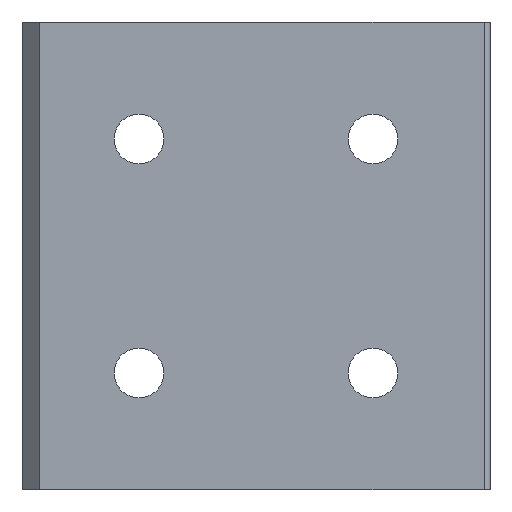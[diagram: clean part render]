
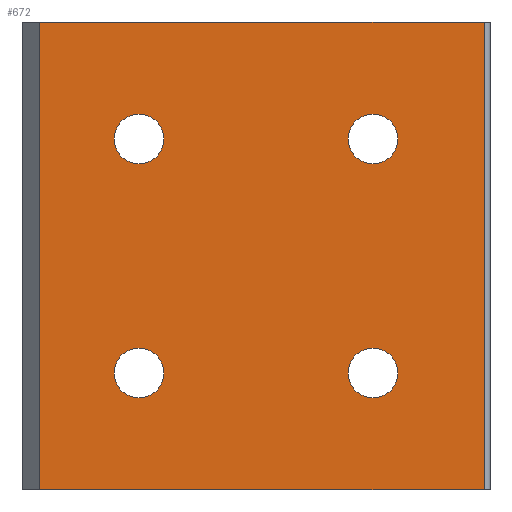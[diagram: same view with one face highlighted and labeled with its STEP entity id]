
A CAD part, front view. The second image highlights one B-rep face of the part: STEP entity #672.
In plain terms, the highlighted planar face has unit normal (0, -1, 0).
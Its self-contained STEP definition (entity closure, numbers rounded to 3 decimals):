
#52=FACE_BOUND('',#162,.T.);
#53=FACE_BOUND('',#163,.T.);
#54=FACE_BOUND('',#164,.T.);
#55=FACE_BOUND('',#165,.T.);
#88=CIRCLE('',#715,4.25);
#89=CIRCLE('',#716,4.25);
#90=CIRCLE('',#717,4.25);
#91=CIRCLE('',#718,4.25);
#121=FACE_OUTER_BOUND('',#161,.T.);
#161=EDGE_LOOP('',(#450,#451,#452,#453));
#162=EDGE_LOOP('',(#454));
#163=EDGE_LOOP('',(#455));
#164=EDGE_LOOP('',(#456));
#165=EDGE_LOOP('',(#457));
#239=LINE('',#1026,#271);
#240=LINE('',#1029,#272);
#241=LINE('',#1031,#273);
#242=LINE('',#1032,#274);
#271=VECTOR('',#810,80.);
#272=VECTOR('',#813,76.);
#273=VECTOR('',#814,80.);
#274=VECTOR('',#815,76.);
#300=VERTEX_POINT('',#1019);
#303=VERTEX_POINT('',#1024);
#304=VERTEX_POINT('',#1028);
#305=VERTEX_POINT('',#1030);
#306=VERTEX_POINT('',#1033);
#307=VERTEX_POINT('',#1035);
#308=VERTEX_POINT('',#1037);
#309=VERTEX_POINT('',#1039);
#367=EDGE_CURVE('',#303,#300,#239,.T.);
#368=EDGE_CURVE('',#303,#304,#240,.T.);
#369=EDGE_CURVE('',#305,#304,#241,.T.);
#370=EDGE_CURVE('',#305,#300,#242,.T.);
#371=EDGE_CURVE('',#306,#306,#88,.T.);
#372=EDGE_CURVE('',#307,#307,#89,.T.);
#373=EDGE_CURVE('',#308,#308,#90,.T.);
#374=EDGE_CURVE('',#309,#309,#91,.T.);
#450=ORIENTED_EDGE('',*,*,#367,.F.);
#451=ORIENTED_EDGE('',*,*,#368,.T.);
#452=ORIENTED_EDGE('',*,*,#369,.F.);
#453=ORIENTED_EDGE('',*,*,#370,.T.);
#454=ORIENTED_EDGE('',*,*,#371,.T.);
#455=ORIENTED_EDGE('',*,*,#372,.T.);
#456=ORIENTED_EDGE('',*,*,#373,.T.);
#457=ORIENTED_EDGE('',*,*,#374,.T.);
#611=PLANE('',#714);
#672=ADVANCED_FACE('',(#121,#52,#53,#54,#55),#611,.T.);
#714=AXIS2_PLACEMENT_3D('',#1027,#811,#812);
#715=AXIS2_PLACEMENT_3D('',#1034,#816,#817);
#716=AXIS2_PLACEMENT_3D('',#1036,#818,#819);
#717=AXIS2_PLACEMENT_3D('',#1038,#820,#821);
#718=AXIS2_PLACEMENT_3D('',#1040,#822,#823);
#810=DIRECTION('',(0.,0.,1.));
#811=DIRECTION('center_axis',(0.,-1.,0.));
#812=DIRECTION('ref_axis',(0.,0.,-1.));
#813=DIRECTION('',(1.,0.,0.));
#814=DIRECTION('',(0.,0.,-1.));
#815=DIRECTION('',(-1.,0.,0.));
#816=DIRECTION('center_axis',(0.,1.,0.));
#817=DIRECTION('ref_axis',(1.,0.,0.));
#818=DIRECTION('center_axis',(0.,1.,0.));
#819=DIRECTION('ref_axis',(1.,0.,0.));
#820=DIRECTION('center_axis',(0.,1.,0.));
#821=DIRECTION('ref_axis',(1.,0.,0.));
#822=DIRECTION('center_axis',(0.,1.,0.));
#823=DIRECTION('ref_axis',(1.,0.,0.));
#1019=CARTESIAN_POINT('',(-35.525,-48.411,80.));
#1024=CARTESIAN_POINT('',(-35.525,-48.411,0.));
#1026=CARTESIAN_POINT('',(-35.525,-48.411,0.));
#1027=CARTESIAN_POINT('Origin',(41.475,-48.411,0.));
#1028=CARTESIAN_POINT('',(40.475,-48.411,0.));
#1029=CARTESIAN_POINT('',(-38.525,-48.411,0.));
#1030=CARTESIAN_POINT('',(40.475,-48.411,80.));
#1031=CARTESIAN_POINT('',(40.475,-48.411,0.));
#1032=CARTESIAN_POINT('',(-38.525,-48.411,80.));
#1033=CARTESIAN_POINT('',(17.225,-48.411,60.));
#1034=CARTESIAN_POINT('Origin',(21.475,-48.411,60.));
#1035=CARTESIAN_POINT('',(-22.775,-48.411,20.));
#1036=CARTESIAN_POINT('Origin',(-18.525,-48.411,20.));
#1037=CARTESIAN_POINT('',(-22.775,-48.411,60.));
#1038=CARTESIAN_POINT('Origin',(-18.525,-48.411,60.));
#1039=CARTESIAN_POINT('',(17.225,-48.411,20.));
#1040=CARTESIAN_POINT('Origin',(21.475,-48.411,20.));
